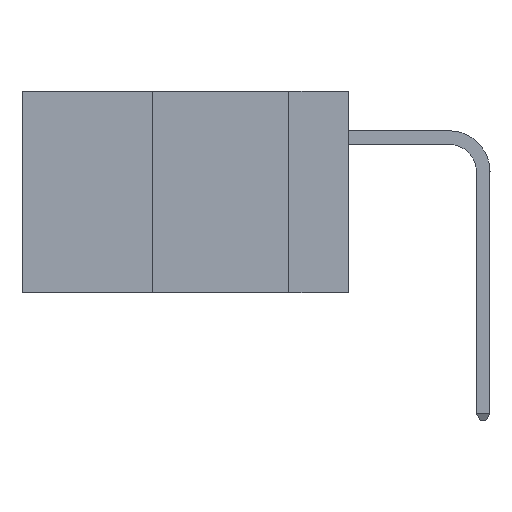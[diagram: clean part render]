
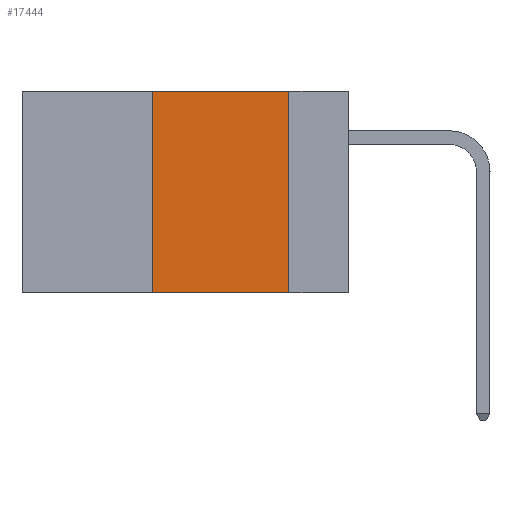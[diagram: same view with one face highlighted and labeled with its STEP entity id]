
A CAD part, left-side view. The second image highlights one B-rep face of the part: STEP entity #17444.
In plain terms, the highlighted planar face has unit normal (-1, 0, 0).
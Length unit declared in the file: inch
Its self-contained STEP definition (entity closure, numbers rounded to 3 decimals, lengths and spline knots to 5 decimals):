
#2508 = VERTEX_POINT ( 'NONE', #12992 ) ;
#3211 = ORIENTED_EDGE ( 'NONE', *, *, #16438, .F. ) ;
#4889 = VERTEX_POINT ( 'NONE', #19507 ) ;
#4898 = DIRECTION ( 'NONE',  ( 0., 0., -1. ) ) ;
#5099 = DIRECTION ( 'NONE',  ( 0., 0., -1. ) ) ;
#5609 = DIRECTION ( 'NONE',  ( 1., 0., 0. ) ) ;
#6523 = VERTEX_POINT ( 'NONE', #22710 ) ;
#7599 = VECTOR ( 'NONE', #21664, 39.37008 ) ;
#11484 = LINE ( 'NONE', #21281, #7599 ) ;
#11496 = VECTOR ( 'NONE', #4898, 39.37008 ) ;
#11811 = VERTEX_POINT ( 'NONE', #13002 ) ;
#12324 = LINE ( 'NONE', #17177, #15658 ) ;
#12762 = CARTESIAN_POINT ( 'NONE',  ( 0., 0.11, 0. ) ) ;
#12992 = CARTESIAN_POINT ( 'NONE',  ( 0., 0.11, 0. ) ) ;
#13002 = CARTESIAN_POINT ( 'NONE',  ( 0., 0.36, 0. ) ) ;
#13005 = ORIENTED_EDGE ( 'NONE', *, *, #15948, .F. ) ;
#13045 = DIRECTION ( 'NONE',  ( 0., 0., 1. ) ) ;
#13440 = EDGE_CURVE ( 'NONE', #11811, #2508, #11484, .T. ) ;
#15391 = FACE_OUTER_BOUND ( 'NONE', #21816, .T. ) ;
#15658 = VECTOR ( 'NONE', #25032, 39.37008 ) ;
#15948 = EDGE_CURVE ( 'NONE', #6523, #11811, #16790, .T. ) ;
#16341 = AXIS2_PLACEMENT_3D ( 'NONE', #16825, #5609, #5099 ) ;
#16438 = EDGE_CURVE ( 'NONE', #2508, #4889, #22560, .T. ) ;
#16790 = LINE ( 'NONE', #20523, #22569 ) ;
#16825 = CARTESIAN_POINT ( 'NONE',  ( 0., 0.6, 0. ) ) ;
#17177 = CARTESIAN_POINT ( 'NONE',  ( 0., 0.6, -0.37 ) ) ;
#17444 = ADVANCED_FACE ( 'NONE', ( #15391 ), #23253, .F. ) ;
#19507 = CARTESIAN_POINT ( 'NONE',  ( 0., 0.11, -0.37 ) ) ;
#19516 = EDGE_CURVE ( 'NONE', #6523, #4889, #12324, .T. ) ;
#20523 = CARTESIAN_POINT ( 'NONE',  ( 0., 0.36, 0. ) ) ;
#21281 = CARTESIAN_POINT ( 'NONE',  ( 0., 0.6, 0. ) ) ;
#21664 = DIRECTION ( 'NONE',  ( 0., -1., 0. ) ) ;
#21816 = EDGE_LOOP ( 'NONE', ( #3211, #23456, #13005, #22843 ) ) ;
#22560 = LINE ( 'NONE', #12762, #11496 ) ;
#22569 = VECTOR ( 'NONE', #13045, 39.37008 ) ;
#22710 = CARTESIAN_POINT ( 'NONE',  ( 0., 0.36, -0.37 ) ) ;
#22843 = ORIENTED_EDGE ( 'NONE', *, *, #19516, .T. ) ;
#23253 = PLANE ( 'NONE',  #16341 ) ;
#23456 = ORIENTED_EDGE ( 'NONE', *, *, #13440, .F. ) ;
#25032 = DIRECTION ( 'NONE',  ( 0., -1., 0. ) ) ;
